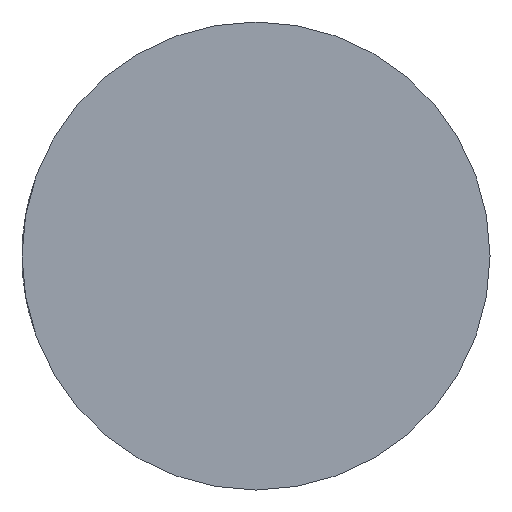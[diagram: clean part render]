
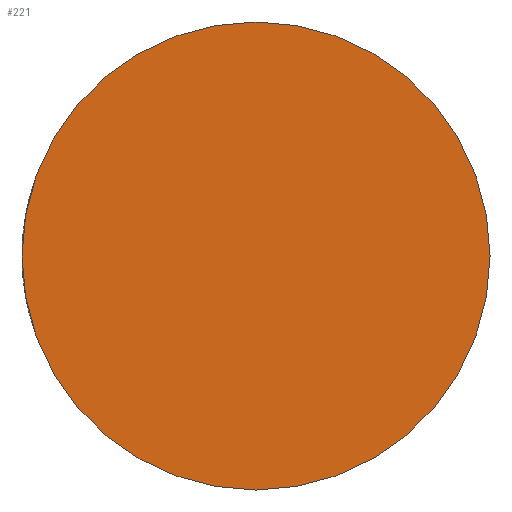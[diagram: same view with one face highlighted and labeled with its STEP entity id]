
A CAD part, front view. The second image highlights one B-rep face of the part: STEP entity #221.
In plain terms, the highlighted planar face has unit normal (0, -1, 0).
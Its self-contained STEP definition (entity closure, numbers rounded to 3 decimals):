
#36=CIRCLE('',#268,4.);
#62=FACE_OUTER_BOUND('',#88,.T.);
#88=EDGE_LOOP('',(#196));
#125=VERTEX_POINT('',#430);
#149=EDGE_CURVE('',#125,#125,#36,.T.);
#196=ORIENTED_EDGE('',*,*,#149,.T.);
#205=PLANE('',#269);
#221=ADVANCED_FACE('',(#62),#205,.F.);
#268=AXIS2_PLACEMENT_3D('',#431,#331,#332);
#269=AXIS2_PLACEMENT_3D('',#432,#333,#334);
#331=DIRECTION('center_axis',(0.,-1.,0.));
#332=DIRECTION('ref_axis',(1.,0.,0.));
#333=DIRECTION('center_axis',(0.,1.,0.));
#334=DIRECTION('ref_axis',(0.,0.,1.));
#430=CARTESIAN_POINT('',(-4.,0.,0.));
#431=CARTESIAN_POINT('Origin',(0.,0.,0.));
#432=CARTESIAN_POINT('Origin',(0.,0.,0.));
